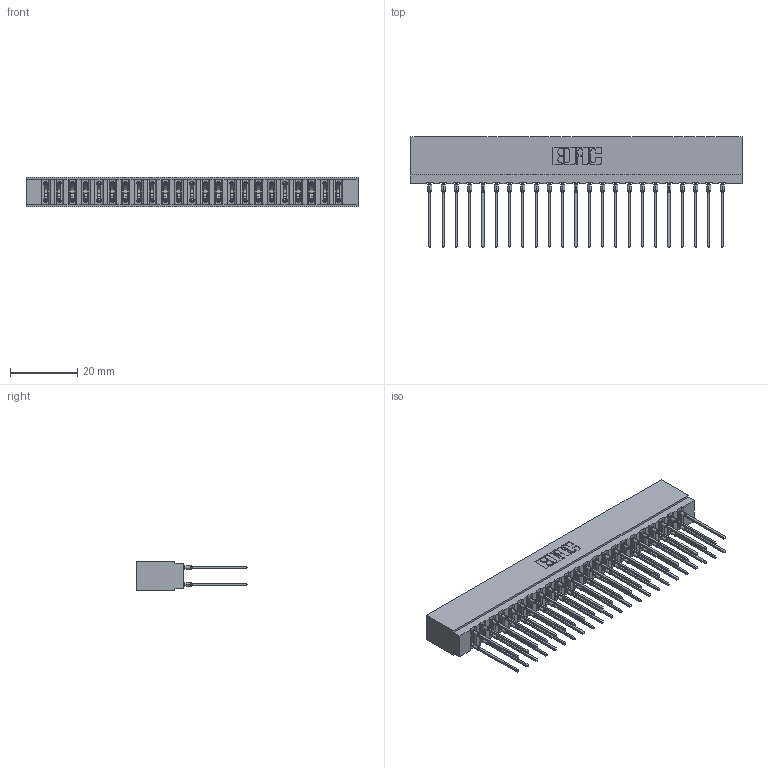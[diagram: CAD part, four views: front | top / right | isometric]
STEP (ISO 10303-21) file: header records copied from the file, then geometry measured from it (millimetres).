
FILE_DESCRIPTION (( 'STEP AP203' ), '1' );
FILE_NAME ('717-046-541-201.STEP', '2026-02-20T18:06:22', ( '' ), ( '' ), 'SwSTEP 2.0', 'SolidWorks 2023', '' );
FILE_SCHEMA (( 'CONFIG_CONTROL_DESIGN' ));
Length unit declared in the file: millimetre
Products named in the file (3): 745-292-001_541; 717-046-541-201; 717 Part_Insulator Option - 06
Assembly tree (47 placements, depth 2):
  717-046-541-201
    717 Part_Insulator Option - 06
    745-292-001_541  x46
Bounding box: 99.01 x 33.01 x 8.89 mm (x, y, z)
Volume: 8882.9 mm3; surface area: 14358.1 mm2
Topology: 47 solids, 47 shells, 4234 faces, 11383 edges, 7158 vertices
Faces by surface type: plane 2193, bspline 920, cylinder 845, torus 276
Entity records: 42005 total; most frequent: CARTESIAN_POINT 7799, ORIENTED_EDGE 7196, DIRECTION 6300, EDGE_CURVE 3598, LINE 3278, VECTOR 3278, VERTEX_POINT 2298, AXIS2_PLACEMENT_3D 1511
